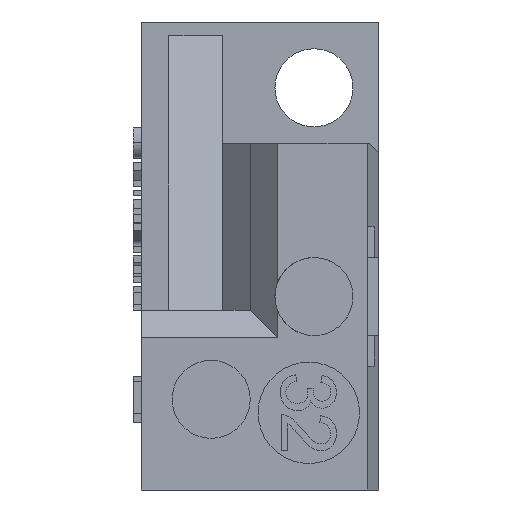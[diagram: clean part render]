
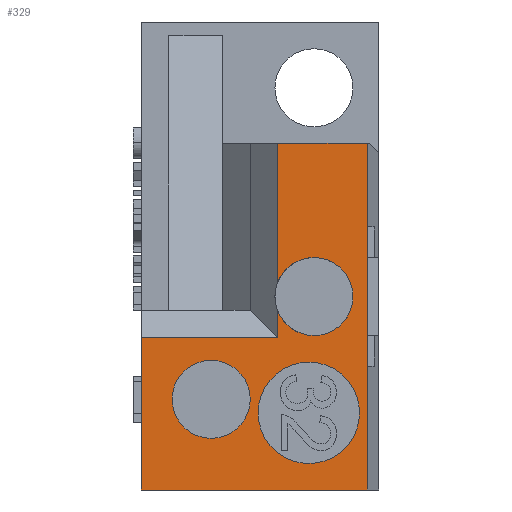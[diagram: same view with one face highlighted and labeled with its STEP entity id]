
A CAD part, front view. The second image highlights one B-rep face of the part: STEP entity #329.
In plain terms, the highlighted planar face has unit normal (0, -1, 0).
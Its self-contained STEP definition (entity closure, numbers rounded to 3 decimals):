
#84=FACE_BOUND('',#863,.T.);
#85=FACE_BOUND('',#864,.T.);
#86=FACE_BOUND('',#865,.T.);
#329=ADVANCED_FACE('',(#84,#85,#86),#473,.T.);
#473=PLANE('',#4006);
#863=EDGE_LOOP('',(#2689));
#864=EDGE_LOOP('',(#2690));
#865=EDGE_LOOP('',(#2691,#2692,#2693,#2694,#2695,#2696,#2697,#2698));
#1201=LINE('',#5894,#1616);
#1218=LINE('',#5928,#1633);
#1221=LINE('',#5934,#1636);
#1222=LINE('',#5939,#1637);
#1225=LINE('',#5944,#1640);
#1232=LINE('',#5960,#1647);
#1245=LINE('',#5985,#1660);
#1616=VECTOR('',#4841,1.);
#1633=VECTOR('',#4868,1.);
#1636=VECTOR('',#4873,1.);
#1637=VECTOR('',#4878,1.);
#1640=VECTOR('',#4881,1.);
#1647=VECTOR('',#4894,1.);
#1660=VECTOR('',#4913,1.);
#2689=ORIENTED_EDGE('',*,*,#3476,.T.);
#2690=ORIENTED_EDGE('',*,*,#3610,.T.);
#2691=ORIENTED_EDGE('',*,*,#3609,.T.);
#2692=ORIENTED_EDGE('',*,*,#3541,.T.);
#2693=ORIENTED_EDGE('',*,*,#3536,.T.);
#2694=ORIENTED_EDGE('',*,*,#3533,.F.);
#2695=ORIENTED_EDGE('',*,*,#3516,.T.);
#2696=ORIENTED_EDGE('',*,*,#3562,.T.);
#2697=ORIENTED_EDGE('',*,*,#3549,.T.);
#2698=ORIENTED_EDGE('',*,*,#3538,.T.);
#3002=VERTEX_POINT('',#5806);
#3033=VERTEX_POINT('',#5893);
#3034=VERTEX_POINT('',#5895);
#3043=VERTEX_POINT('',#5923);
#3046=VERTEX_POINT('',#5931);
#3048=VERTEX_POINT('',#5937);
#3050=VERTEX_POINT('',#5940);
#3052=VERTEX_POINT('',#5945);
#3058=VERTEX_POINT('',#5961);
#3091=VERTEX_POINT('',#6079);
#3476=EDGE_CURVE('',#3002,#3002,#3698,.T.);
#3516=EDGE_CURVE('',#3034,#3033,#1201,.T.);
#3533=EDGE_CURVE('',#3034,#3043,#1218,.T.);
#3536=EDGE_CURVE('',#3046,#3043,#1221,.T.);
#3538=EDGE_CURVE('',#3050,#3048,#1222,.T.);
#3541=EDGE_CURVE('',#3052,#3046,#1225,.T.);
#3549=EDGE_CURVE('',#3058,#3050,#1232,.T.);
#3562=EDGE_CURVE('',#3033,#3058,#1245,.T.);
#3609=EDGE_CURVE('',#3048,#3052,#3710,.T.);
#3610=EDGE_CURVE('',#3091,#3091,#3711,.T.);
#3698=CIRCLE('',#3938,1.425);
#3710=CIRCLE('',#4003,1.425);
#3711=CIRCLE('',#4005,1.85);
#3938=AXIS2_PLACEMENT_3D('',#5805,#4758,#4759);
#4003=AXIS2_PLACEMENT_3D('',#6076,#5005,#5006);
#4005=AXIS2_PLACEMENT_3D('',#6078,#5009,#5010);
#4006=AXIS2_PLACEMENT_3D('',#6080,#5011,#5012);
#4758=DIRECTION('',(0.,1.,0.));
#4759=DIRECTION('',(1.,0.,0.));
#4841=DIRECTION('',(1.,0.,0.));
#4868=DIRECTION('',(0.,0.,1.));
#4873=DIRECTION('',(-1.,0.,0.));
#4878=DIRECTION('',(0.,0.,-1.));
#4881=DIRECTION('',(0.,0.,-1.));
#4894=DIRECTION('',(-1.,0.,0.));
#4913=DIRECTION('',(0.,0.,1.));
#5005=DIRECTION('',(0.,1.,0.));
#5006=DIRECTION('',(-0.933,0.,0.359));
#5009=DIRECTION('',(0.,1.,0.));
#5010=DIRECTION('',(1.,0.,0.));
#5011=DIRECTION('',(0.,-1.,0.));
#5012=DIRECTION('',(1.,0.,0.));
#5805=CARTESIAN_POINT('',(-3.75,0.,-26.71));
#5806=CARTESIAN_POINT('',(-2.325,0.,-26.71));
#5893=CARTESIAN_POINT('',(1.95,0.,-30.02));
#5894=CARTESIAN_POINT('',(-6.3,0.,-30.02));
#5895=CARTESIAN_POINT('',(-6.3,0.,-30.02));
#5923=CARTESIAN_POINT('',(-6.3,0.,-24.46));
#5928=CARTESIAN_POINT('',(-6.3,0.,-30.02));
#5931=CARTESIAN_POINT('',(-1.33,0.,-24.46));
#5934=CARTESIAN_POINT('',(-1.33,0.,-24.46));
#5937=CARTESIAN_POINT('',(-1.33,0.,-22.448));
#5939=CARTESIAN_POINT('',(-1.33,0.,-17.36));
#5940=CARTESIAN_POINT('',(-1.33,0.,-17.36));
#5944=CARTESIAN_POINT('',(-1.33,0.,-23.472));
#5945=CARTESIAN_POINT('',(-1.33,0.,-23.472));
#5960=CARTESIAN_POINT('',(1.95,0.,-17.36));
#5961=CARTESIAN_POINT('',(1.95,0.,-17.36));
#5985=CARTESIAN_POINT('',(1.95,0.,-30.02));
#6076=CARTESIAN_POINT('',(0.,0.,-22.96));
#6078=CARTESIAN_POINT('',(-0.188,0.,-27.203));
#6079=CARTESIAN_POINT('',(1.662,0.,-27.203));
#6080=CARTESIAN_POINT('',(-6.3,0.,-30.02));
